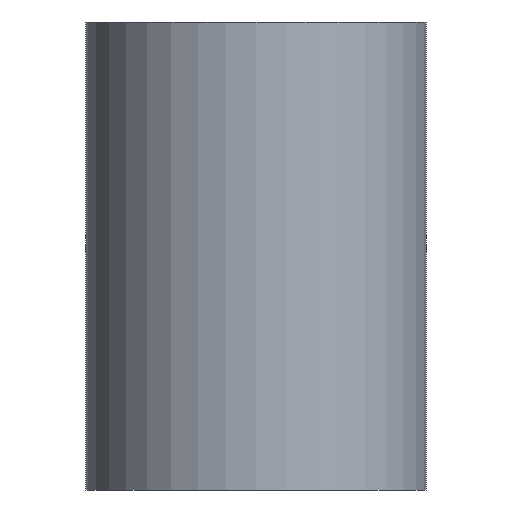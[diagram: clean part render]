
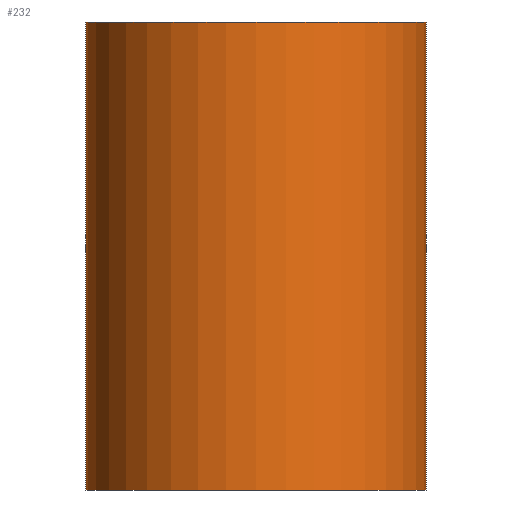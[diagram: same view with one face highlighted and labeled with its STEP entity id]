
A CAD part, front view. The second image highlights one B-rep face of the part: STEP entity #232.
In plain terms, the highlighted cylindrical face has radius 4 mm (diameter 8 mm), a partial arc.
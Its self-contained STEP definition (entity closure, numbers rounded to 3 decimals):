
#4 = DIRECTION ( 'NONE',  ( 0., 0., -1. ) ) ;
#6 = AXIS2_PLACEMENT_3D ( 'NONE', #30, #184, #51 ) ;
#21 = VERTEX_POINT ( 'NONE', #32 ) ;
#29 = VECTOR ( 'NONE', #33, 1000. ) ;
#30 = CARTESIAN_POINT ( 'NONE',  ( 0., 0., 5.5 ) ) ;
#32 = CARTESIAN_POINT ( 'NONE',  ( 4., 0., -5.5 ) ) ;
#33 = DIRECTION ( 'NONE',  ( 0., 0., -1. ) ) ;
#35 = AXIS2_PLACEMENT_3D ( 'NONE', #44, #4, #177 ) ;
#38 = EDGE_LOOP ( 'NONE', ( #138, #179, #242, #238 ) ) ;
#44 = CARTESIAN_POINT ( 'NONE',  ( 0., 0., 5.5 ) ) ;
#47 = CARTESIAN_POINT ( 'NONE',  ( -4., 0., 5.5 ) ) ;
#51 = DIRECTION ( 'NONE',  ( 1., 0., 0. ) ) ;
#53 = CARTESIAN_POINT ( 'NONE',  ( 4., 0., 5.5 ) ) ;
#54 = AXIS2_PLACEMENT_3D ( 'NONE', #241, #89, #222 ) ;
#55 = CARTESIAN_POINT ( 'NONE',  ( -4., 0., 5.5 ) ) ;
#63 = EDGE_CURVE ( 'NONE', #118, #21, #246, .T. ) ;
#75 = FACE_OUTER_BOUND ( 'NONE', #38, .T. ) ;
#80 = VECTOR ( 'NONE', #200, 1000. ) ;
#89 = DIRECTION ( 'NONE',  ( 0., 0., 1. ) ) ;
#97 = CIRCLE ( 'NONE', #6, 4. ) ;
#101 = CYLINDRICAL_SURFACE ( 'NONE', #35, 4. ) ;
#106 = CIRCLE ( 'NONE', #54, 4. ) ;
#112 = LINE ( 'NONE', #47, #80 ) ;
#118 = VERTEX_POINT ( 'NONE', #53 ) ;
#138 = ORIENTED_EDGE ( 'NONE', *, *, #63, .F. ) ;
#142 = CARTESIAN_POINT ( 'NONE',  ( -4., 0., -5.5 ) ) ;
#148 = EDGE_CURVE ( 'NONE', #149, #174, #112, .T. ) ;
#149 = VERTEX_POINT ( 'NONE', #55 ) ;
#158 = EDGE_CURVE ( 'NONE', #174, #21, #106, .T. ) ;
#174 = VERTEX_POINT ( 'NONE', #142 ) ;
#177 = DIRECTION ( 'NONE',  ( -1., 0., 0. ) ) ;
#179 = ORIENTED_EDGE ( 'NONE', *, *, #248, .F. ) ;
#184 = DIRECTION ( 'NONE',  ( 0., 0., 1. ) ) ;
#200 = DIRECTION ( 'NONE',  ( 0., 0., -1. ) ) ;
#201 = CARTESIAN_POINT ( 'NONE',  ( 4., 0., 5.5 ) ) ;
#222 = DIRECTION ( 'NONE',  ( 1., 0., 0. ) ) ;
#232 = ADVANCED_FACE ( 'NONE', ( #75 ), #101, .T. ) ;
#238 = ORIENTED_EDGE ( 'NONE', *, *, #158, .T. ) ;
#241 = CARTESIAN_POINT ( 'NONE',  ( 0., 0., -5.5 ) ) ;
#242 = ORIENTED_EDGE ( 'NONE', *, *, #148, .T. ) ;
#246 = LINE ( 'NONE', #201, #29 ) ;
#248 = EDGE_CURVE ( 'NONE', #149, #118, #97, .T. ) ;
